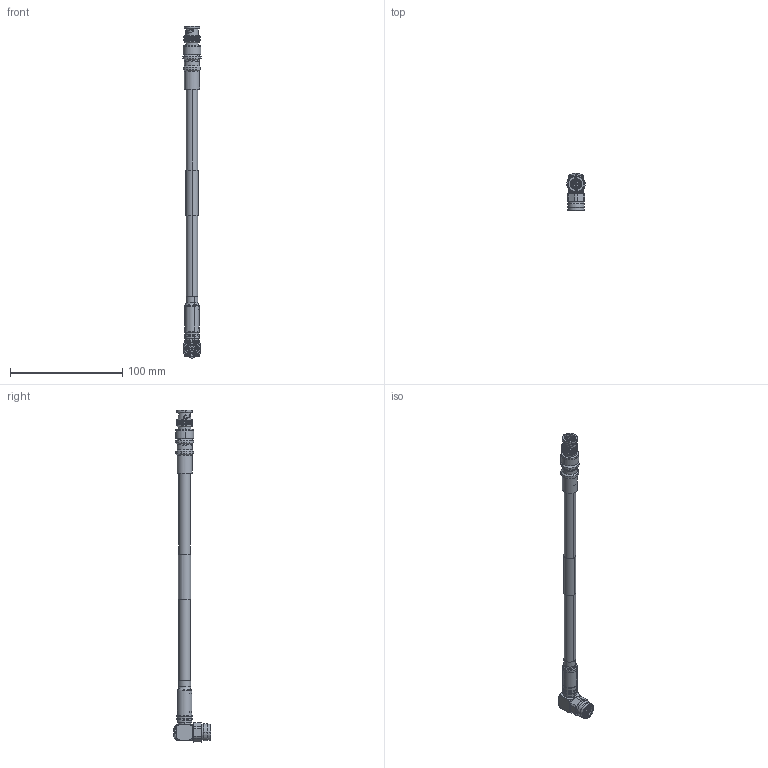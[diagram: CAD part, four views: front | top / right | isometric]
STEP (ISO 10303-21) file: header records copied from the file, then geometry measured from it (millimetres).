
FILE_DESCRIPTION (( 'STEP AP214' ), '1' );
FILE_NAME ('FMCA3252_3D.step', '2023-05-10T07:49:30', ( '' ), ( '' ), 'SwSTEP 2.0', 'SolidWorks 2022', '' );
FILE_SCHEMA (( 'AUTOMOTIVE_DESIGN' ));
Length unit declared in the file: inch
Products named in the file (13): HeatShrink_EZ-400-TM-X; TC-400-TM-RA-D_cap; TC-400-BM-X_body_with flange; TC-400-BM-X_ferrule; TC-400-TM-RA-D_body; TC-400-BM-X; HeatShrink_TC-400-TM-RA-D; TC-400-BM-X_c-contact; LMR-400-UF-FM_WITH LABEL; TC-400-TM-RA-D; FMCA3252_3D; TC-400-TM-RA-D_ferrule; TC-400-BM-X_insulator
Assembly tree (12 placements, depth 3):
  FMCA3252_3D
    TC-400-TM-RA-D
      TC-400-TM-RA-D_body
      TC-400-TM-RA-D_cap
      TC-400-TM-RA-D_ferrule
    HeatShrink_TC-400-TM-RA-D
    LMR-400-UF-FM_WITH LABEL
    HeatShrink_EZ-400-TM-X
    TC-400-BM-X
      TC-400-BM-X_body_with flange
      TC-400-BM-X_c-contact
      TC-400-BM-X_insulator
      TC-400-BM-X_ferrule
Bounding box: 16.41 x 33.25 x 296.33 mm (x, y, z)
Volume: 40623.1 mm3; surface area: 22512.8 mm2
Topology: 12 solids, 13 shells, 703 faces, 1712 edges, 1064 vertices
Faces by surface type: cylinder 284, plane 243, cone 142, torus 22, bspline 8, sphere 4
Entity records: 23507 total; most frequent: CARTESIAN_POINT 6482, ORIENTED_EDGE 3420, DIRECTION 3088, EDGE_CURVE 1710, AXIS2_PLACEMENT_3D 1216, VERTEX_POINT 1064, EDGE_LOOP 746, FACE_OUTER_BOUND 703
